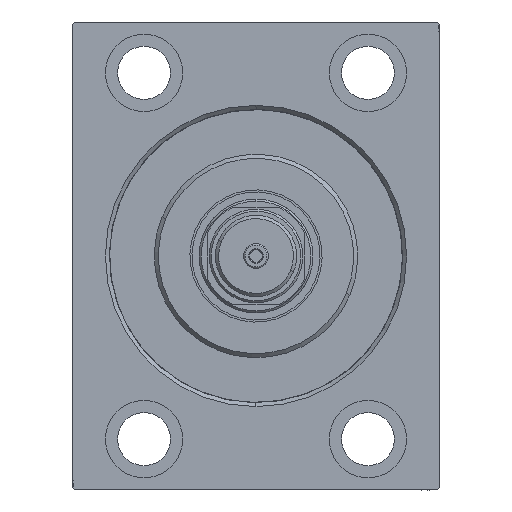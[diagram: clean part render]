
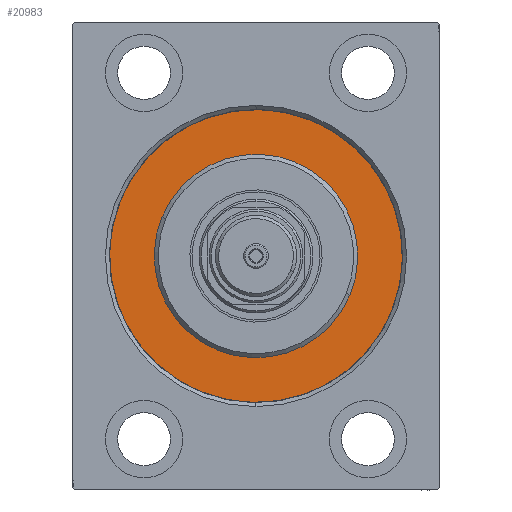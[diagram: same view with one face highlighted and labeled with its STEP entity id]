
A CAD part, left-side view. The second image highlights one B-rep face of the part: STEP entity #20983.
In plain terms, the highlighted face is planar.
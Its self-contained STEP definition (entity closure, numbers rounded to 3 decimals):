
#2499 = AXIS2_PLACEMENT_3D ( 'NONE', #21157, #46168, #13534 ) ;
#2642 = CARTESIAN_POINT ( 'NONE',  ( 0., 0., -25. ) ) ;
#3082 = DIRECTION ( 'NONE',  ( -1., 0., 0. ) ) ;
#3877 = CIRCLE ( 'NONE', #25146, 36. ) ;
#3954 = ORIENTED_EDGE ( 'NONE', *, *, #10888, .F. ) ;
#4234 = EDGE_LOOP ( 'NONE', ( #16360, #4963 ) ) ;
#4240 = ORIENTED_EDGE ( 'NONE', *, *, #17630, .F. ) ;
#4963 = ORIENTED_EDGE ( 'NONE', *, *, #30573, .F. ) ;
#6320 = AXIS2_PLACEMENT_3D ( 'NONE', #43807, #3082, #25227 ) ;
#6853 = CIRCLE ( 'NONE', #12920, 25. ) ;
#8474 = CARTESIAN_POINT ( 'NONE',  ( 0., 0., 0. ) ) ;
#9726 = CIRCLE ( 'NONE', #41022, 25. ) ;
#10888 = EDGE_CURVE ( 'NONE', #36316, #32563, #3877, .T. ) ;
#12920 = AXIS2_PLACEMENT_3D ( 'NONE', #8474, #44902, #30845 ) ;
#13534 = DIRECTION ( 'NONE',  ( 0., 0., 1. ) ) ;
#14756 = FACE_OUTER_BOUND ( 'NONE', #17065, .T. ) ;
#16360 = ORIENTED_EDGE ( 'NONE', *, *, #34857, .F. ) ;
#17065 = EDGE_LOOP ( 'NONE', ( #4240, #3954 ) ) ;
#17630 = EDGE_CURVE ( 'NONE', #32563, #36316, #23035, .T. ) ;
#18089 = DIRECTION ( 'NONE',  ( -1., 0., 0. ) ) ;
#18098 = PLANE ( 'NONE',  #6320 ) ;
#18326 = DIRECTION ( 'NONE',  ( 0., 0., 1. ) ) ;
#18557 = CARTESIAN_POINT ( 'NONE',  ( 0., 0., 0. ) ) ;
#20094 = DIRECTION ( 'NONE',  ( 0., 0., -1. ) ) ;
#20983 = ADVANCED_FACE ( 'NONE', ( #25929, #14756 ), #18098, .F. ) ;
#21157 = CARTESIAN_POINT ( 'NONE',  ( 0., 0., 0. ) ) ;
#23035 = CIRCLE ( 'NONE', #2499, 36. ) ;
#25146 = AXIS2_PLACEMENT_3D ( 'NONE', #18557, #18089, #18326 ) ;
#25227 = DIRECTION ( 'NONE',  ( 0., 0., 1. ) ) ;
#25929 = FACE_BOUND ( 'NONE', #4234, .T. ) ;
#26904 = VERTEX_POINT ( 'NONE', #28305 ) ;
#27457 = CARTESIAN_POINT ( 'NONE',  ( 0., 0., 36. ) ) ;
#28305 = CARTESIAN_POINT ( 'NONE',  ( 0., 0., 25. ) ) ;
#30573 = EDGE_CURVE ( 'NONE', #39320, #26904, #9726, .T. ) ;
#30845 = DIRECTION ( 'NONE',  ( 0., 0., -1. ) ) ;
#32563 = VERTEX_POINT ( 'NONE', #44383 ) ;
#34857 = EDGE_CURVE ( 'NONE', #26904, #39320, #6853, .T. ) ;
#34861 = DIRECTION ( 'NONE',  ( 1., 0., 0. ) ) ;
#36316 = VERTEX_POINT ( 'NONE', #27457 ) ;
#39320 = VERTEX_POINT ( 'NONE', #2642 ) ;
#41022 = AXIS2_PLACEMENT_3D ( 'NONE', #45108, #34861, #20094 ) ;
#43807 = CARTESIAN_POINT ( 'NONE',  ( 0., 0., 0. ) ) ;
#44383 = CARTESIAN_POINT ( 'NONE',  ( 0., 0., -36. ) ) ;
#44902 = DIRECTION ( 'NONE',  ( 1., 0., 0. ) ) ;
#45108 = CARTESIAN_POINT ( 'NONE',  ( 0., 0., 0. ) ) ;
#46168 = DIRECTION ( 'NONE',  ( -1., 0., 0. ) ) ;
